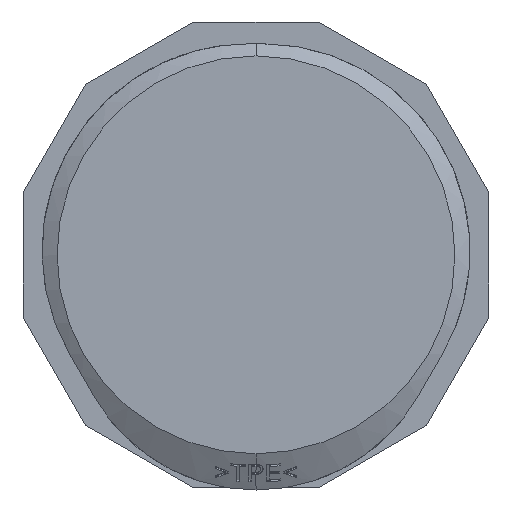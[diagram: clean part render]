
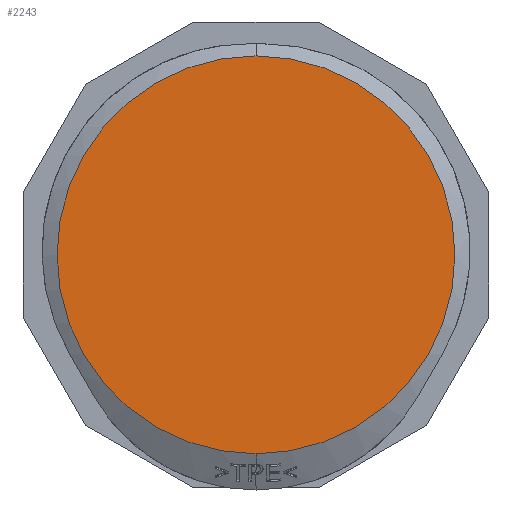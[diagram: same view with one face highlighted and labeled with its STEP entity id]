
A CAD part, front view. The second image highlights one B-rep face of the part: STEP entity #2243.
In plain terms, the highlighted planar face has unit normal (0, -1, 0).
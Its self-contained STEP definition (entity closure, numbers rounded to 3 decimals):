
#764=CIRCLE('',#13374,24.75);
#765=CIRCLE('',#13376,24.75);
#1537=FACE_OUTER_BOUND('',#3458,.T.);
#2243=ADVANCED_FACE('KES-E-R 50/9-A',(#1537),#2621,.F.);
#2621=PLANE('',#13378);
#3458=EDGE_LOOP('',(#7422,#7423));
#7422=ORIENTED_EDGE('',*,*,#10376,.F.);
#7423=ORIENTED_EDGE('',*,*,#10372,.F.);
#8581=VERTEX_POINT('',#28445);
#8582=VERTEX_POINT('',#28447);
#10372=EDGE_CURVE('GENERATED CIRCLE',#8581,#8582,#764,.T.);
#10376=EDGE_CURVE('GENERATED CIRCLE',#8582,#8581,#765,.T.);
#13374=AXIS2_PLACEMENT_3D('',#28446,#16401,#16402);
#13376=AXIS2_PLACEMENT_3D('',#28469,#16407,#16408);
#13378=AXIS2_PLACEMENT_3D('',#28471,#16411,#16412);
#16401=DIRECTION('',(0.,1.,0.));
#16402=DIRECTION('',(1.,0.,0.));
#16407=DIRECTION('',(0.,1.,0.));
#16408=DIRECTION('',(1.,0.,0.));
#16411=DIRECTION('',(0.,1.,0.));
#16412=DIRECTION('',(0.,0.,-1.));
#28445=CARTESIAN_POINT('',(0.,0.,-24.75));
#28446=CARTESIAN_POINT('',(0.,0.,0.));
#28447=CARTESIAN_POINT('',(0.,0.,24.75));
#28469=CARTESIAN_POINT('',(0.,0.,0.));
#28471=CARTESIAN_POINT('',(0.,0.,0.));
